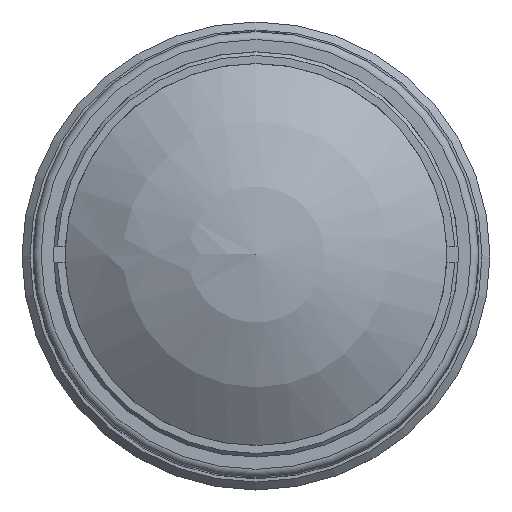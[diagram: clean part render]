
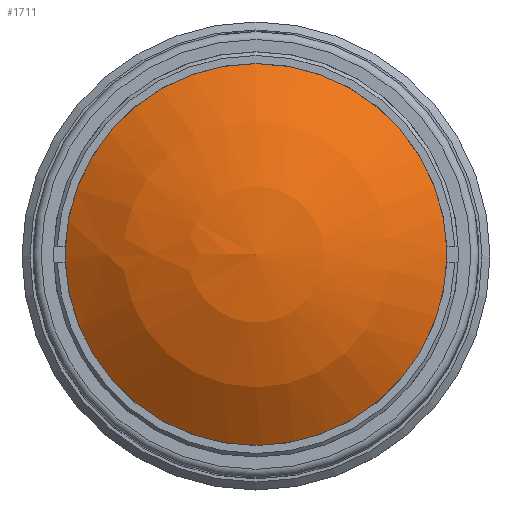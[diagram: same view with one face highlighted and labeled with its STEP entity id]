
A CAD part, top view. The second image highlights one B-rep face of the part: STEP entity #1711.
In plain terms, the highlighted spherical face has radius 19.19 mm.
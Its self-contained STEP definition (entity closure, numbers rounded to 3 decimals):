
#17=SPHERICAL_SURFACE('',#1925,19.19);
#379=FACE_OUTER_BOUND('',#513,.T.);
#513=EDGE_LOOP('',(#1435));
#628=CIRCLE('',#1916,12.);
#785=VERTEX_POINT('',#3234);
#1001=EDGE_CURVE('',#785,#785,#628,.T.);
#1435=ORIENTED_EDGE('',*,*,#1001,.T.);
#1711=ADVANCED_FACE('',(#379),#17,.T.);
#1916=AXIS2_PLACEMENT_3D('',#3235,#2368,#2369);
#1925=AXIS2_PLACEMENT_3D('',#3250,#2391,#2392);
#2368=DIRECTION('center_axis',(0.,0.,
1.));
#2369=DIRECTION('ref_axis',(0.,-1.,0.));
#2391=DIRECTION('center_axis',(0.,0.,
1.));
#2392=DIRECTION('ref_axis',(-1.,0.,0.));
#3234=CARTESIAN_POINT('',(0.,12.,-5.372));
#3235=CARTESIAN_POINT('Origin',(0.,0.,
-5.372));
#3250=CARTESIAN_POINT('Origin',(0.,0.,
-20.348));
